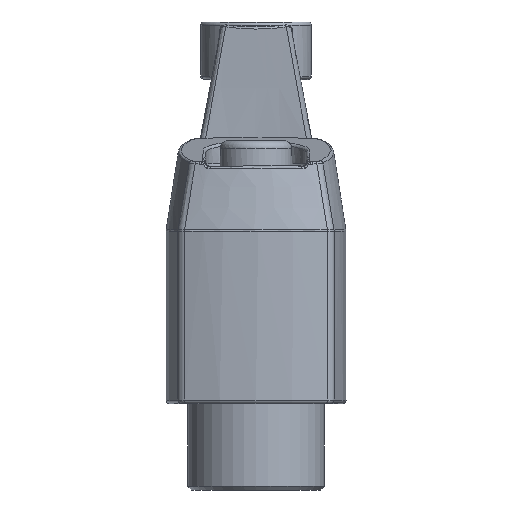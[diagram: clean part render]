
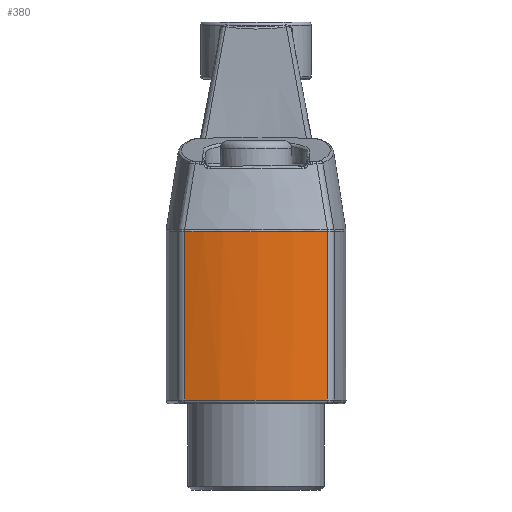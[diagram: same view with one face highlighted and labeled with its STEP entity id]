
A CAD part, left-side view. The second image highlights one B-rep face of the part: STEP entity #380.
In plain terms, the highlighted cylindrical face has radius 30.655 mm (diameter 61.31 mm), a partial arc.
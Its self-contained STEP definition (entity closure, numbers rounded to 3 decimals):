
#380 = ADVANCED_FACE( '', ( #803 ), #804, .T. );
#803 = FACE_OUTER_BOUND( '', #7151, .T. );
#804 = CYLINDRICAL_SURFACE( '', #7152, 30.655 );
#7151 = EDGE_LOOP( '', ( #9761, #9762, #9763, #9764 ) );
#7152 = AXIS2_PLACEMENT_3D( '', #9765, #9766, #9767 );
#9761 = ORIENTED_EDGE( '', *, *, #10483, .T. );
#9762 = ORIENTED_EDGE( '', *, *, #10480, .T. );
#9763 = ORIENTED_EDGE( '', *, *, #10484, .T. );
#9764 = ORIENTED_EDGE( '', *, *, #10151, .T. );
#9765 = CARTESIAN_POINT( '', ( 18.155, 0., 0. ) );
#9766 = DIRECTION( '', ( 0., 0., 1. ) );
#9767 = DIRECTION( '', ( -1., 0., 0. ) );
#10151 = EDGE_CURVE( '', #10705, #10703, #10706, .T. );
#10480 = EDGE_CURVE( '', #11169, #10946, #11171, .F. );
#10483 = EDGE_CURVE( '', #10703, #11169, #11174, .T. );
#10484 = EDGE_CURVE( '', #10946, #10705, #11175, .F. );
#10703 = VERTEX_POINT( '', #11993 );
#10705 = VERTEX_POINT( '', #11998 );
#10706 = B_SPLINE_CURVE_WITH_KNOTS( '', 3, ( #11999, #12000, #12001, #12002, #12003, #12004, #12005, #12006, #12007, #12008, #12009, #12010, #12011, #12012, #12013, #12014, #12015, #12016, #12017, #12018, #12019, #12020, #12021, #12022, #12023, #12024, #12025, #12026, #12027, #12028, #12029, #12030, #12031 ), .UNSPECIFIED., .F., .F., ( 4, 2, 2, 1, 1, 2, 2, 2, 2, 1, 2, 1, 1, 2, 2, 1, 1, 2, 2, 4 ), ( 0., 0.001, 0.001, 0.003, 0.004, 0.005, 0.006, 0.007, 0.008, 0.009, 0.01, 0.011, 0.013, 0.014, 0.014, 0.015, 0.016, 0.018, 0.019, 0.02 ), .UNSPECIFIED. );
#10946 = VERTEX_POINT( '', #13715 );
#11169 = VERTEX_POINT( '', #15457 );
#11171 = CIRCLE( '', #15459, 30.655 );
#11174 = LINE( '', #15462, #15463 );
#11175 = LINE( '', #15464, #15465 );
#11993 = CARTESIAN_POINT( '', ( -10.851, 9.917, 23.843 ) );
#11998 = CARTESIAN_POINT( '', ( -10.851, -9.917, 23.843 ) );
#11999 = CARTESIAN_POINT( '', ( -10.851, -9.917, 23.843 ) );
#12000 = CARTESIAN_POINT( '', ( -10.92, -9.716, 23.844 ) );
#12001 = CARTESIAN_POINT( '', ( -10.987, -9.515, 23.845 ) );
#12002 = CARTESIAN_POINT( '', ( -11.115, -9.112, 23.846 ) );
#12003 = CARTESIAN_POINT( '', ( -11.177, -8.91, 23.847 ) );
#12004 = CARTESIAN_POINT( '', ( -11.357, -8.303, 23.849 ) );
#12005 = CARTESIAN_POINT( '', ( -11.58, -7.491, 23.851 ) );
#12006 = CARTESIAN_POINT( '', ( -11.862, -6.264, 23.854 ) );
#12007 = CARTESIAN_POINT( '', ( -12.016, -5.44, 23.856 ) );
#12008 = CARTESIAN_POINT( '', ( -12.154, -4.614, 23.857 ) );
#12009 = CARTESIAN_POINT( '', ( -12.214, -4.199, 23.858 ) );
#12010 = CARTESIAN_POINT( '', ( -12.292, -3.575, 23.859 ) );
#12011 = CARTESIAN_POINT( '', ( -12.315, -3.366, 23.859 ) );
#12012 = CARTESIAN_POINT( '', ( -12.359, -2.949, 23.859 ) );
#12013 = CARTESIAN_POINT( '', ( -12.378, -2.74, 23.86 ) );
#12014 = CARTESIAN_POINT( '', ( -12.43, -2.112, 23.86 ) );
#12015 = CARTESIAN_POINT( '', ( -12.482, -1.271, 23.861 ) );
#12016 = CARTESIAN_POINT( '', ( -12.5, -0.425, 23.861 ) );
#12017 = CARTESIAN_POINT( '', ( -12.5, 0.425, 23.861 ) );
#12018 = CARTESIAN_POINT( '', ( -12.482, 1.271, 23.861 ) );
#12019 = CARTESIAN_POINT( '', ( -12.404, 2.532, 23.86 ) );
#12020 = CARTESIAN_POINT( '', ( -12.317, 3.367, 23.859 ) );
#12021 = CARTESIAN_POINT( '', ( -12.24, 3.991, 23.858 ) );
#12022 = CARTESIAN_POINT( '', ( -12.212, 4.199, 23.858 ) );
#12023 = CARTESIAN_POINT( '', ( -12.152, 4.613, 23.857 ) );
#12024 = CARTESIAN_POINT( '', ( -12.055, 5.234, 23.856 ) );
#12025 = CARTESIAN_POINT( '', ( -11.862, 6.264, 23.854 ) );
#12026 = CARTESIAN_POINT( '', ( -11.674, 7.082, 23.852 ) );
#12027 = CARTESIAN_POINT( '', ( -11.468, 7.897, 23.85 ) );
#12028 = CARTESIAN_POINT( '', ( -11.357, 8.303, 23.849 ) );
#12029 = CARTESIAN_POINT( '', ( -11.117, 9.112, 23.846 ) );
#12030 = CARTESIAN_POINT( '', ( -10.989, 9.516, 23.845 ) );
#12031 = CARTESIAN_POINT( '', ( -10.851, 9.917, 23.843 ) );
#13715 = CARTESIAN_POINT( '', ( -10.851, -9.917, 0.5 ) );
#15457 = CARTESIAN_POINT( '', ( -10.851, 9.917, 0.5 ) );
#15459 = AXIS2_PLACEMENT_3D( '', #16047, #16048, #16049 );
#15462 = CARTESIAN_POINT( '', ( -10.851, 9.917, 0. ) );
#15463 = VECTOR( '', #16050, 1000. );
#15464 = CARTESIAN_POINT( '', ( -10.851, -9.917, 0. ) );
#15465 = VECTOR( '', #16051, 1000. );
#16047 = CARTESIAN_POINT( '', ( 18.155, 0., 0.5 ) );
#16048 = DIRECTION( '', ( 0., 0., -1. ) );
#16049 = DIRECTION( '', ( -1., 0., 0. ) );
#16050 = DIRECTION( '', ( 0., 0., -1. ) );
#16051 = DIRECTION( '', ( 0., 0., -1. ) );
